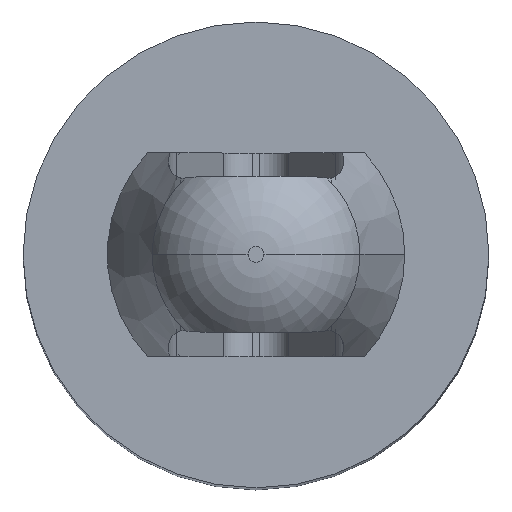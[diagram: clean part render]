
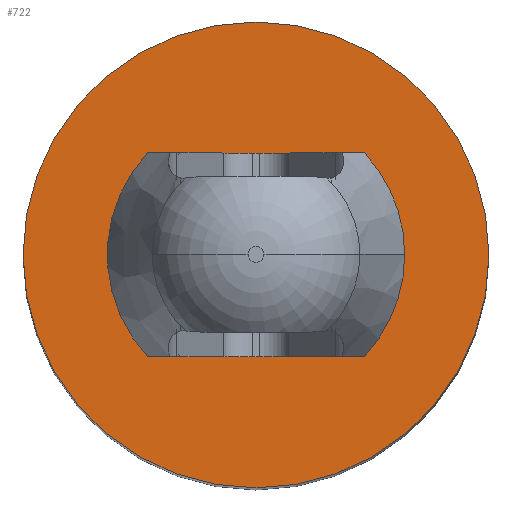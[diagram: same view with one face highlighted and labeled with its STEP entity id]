
A CAD part, top view. The second image highlights one B-rep face of the part: STEP entity #722.
In plain terms, the highlighted planar face has unit normal (0, 0, 1).
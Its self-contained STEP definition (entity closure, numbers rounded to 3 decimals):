
#70 = VERTEX_POINT ( 'NONE', #712 ) ;
#98 = AXIS2_PLACEMENT_3D ( 'NONE', #1341, #306, #1049 ) ;
#107 = DIRECTION ( 'NONE',  ( 0., 0., 1. ) ) ;
#127 = DIRECTION ( 'NONE',  ( 1., 0., 0. ) ) ;
#162 = LINE ( 'NONE', #1066, #1032 ) ;
#168 = EDGE_CURVE ( 'NONE', #1094, #1826, #162, .T. ) ;
#187 = CARTESIAN_POINT ( 'NONE',  ( 2.3, 0., 12. ) ) ;
#224 = ORIENTED_EDGE ( 'NONE', *, *, #1590, .T. ) ;
#269 = CARTESIAN_POINT ( 'NONE',  ( 0., 0., 12. ) ) ;
#304 = VERTEX_POINT ( 'NONE', #1095 ) ;
#306 = DIRECTION ( 'NONE',  ( 0., 0., 1. ) ) ;
#307 = EDGE_CURVE ( 'NONE', #646, #304, #1064, .T. ) ;
#468 = AXIS2_PLACEMENT_3D ( 'NONE', #1731, #1604, #1743 ) ;
#535 = CARTESIAN_POINT ( 'NONE',  ( -0.742, -1.006, 12. ) ) ;
#550 = CARTESIAN_POINT ( 'NONE',  ( 0.742, -1.006, 12. ) ) ;
#639 = PLANE ( 'NONE',  #848 ) ;
#646 = VERTEX_POINT ( 'NONE', #187 ) ;
#712 = CARTESIAN_POINT ( 'NONE',  ( 1.25, 0., 12. ) ) ;
#718 = EDGE_CURVE ( 'NONE', #871, #754, #782, .T. ) ;
#722 = ADVANCED_FACE ( 'NONE', ( #1238, #1847 ), #639, .T. ) ;
#743 = DIRECTION ( 'NONE',  ( 1., 0., 0. ) ) ;
#754 = VERTEX_POINT ( 'NONE', #1432 ) ;
#760 = AXIS2_PLACEMENT_3D ( 'NONE', #1688, #892, #743 ) ;
#774 = EDGE_CURVE ( 'NONE', #1826, #70, #1956, .T. ) ;
#782 = LINE ( 'NONE', #1390, #1897 ) ;
#824 = CARTESIAN_POINT ( 'NONE',  ( 0., 0., 12. ) ) ;
#830 = CARTESIAN_POINT ( 'NONE',  ( 0., 0., 12. ) ) ;
#848 = AXIS2_PLACEMENT_3D ( 'NONE', #830, #107, #1015 ) ;
#871 = VERTEX_POINT ( 'NONE', #1357 ) ;
#872 = ORIENTED_EDGE ( 'NONE', *, *, #718, .F. ) ;
#873 = DIRECTION ( 'NONE',  ( 0., 0., 1. ) ) ;
#892 = DIRECTION ( 'NONE',  ( 0., 0., 1. ) ) ;
#937 = DIRECTION ( 'NONE',  ( -1., 0., 0. ) ) ;
#948 = AXIS2_PLACEMENT_3D ( 'NONE', #269, #873, #127 ) ;
#949 = CIRCLE ( 'NONE', #98, 2.3 ) ;
#969 = EDGE_CURVE ( 'NONE', #70, #871, #1801, .T. ) ;
#1007 = AXIS2_PLACEMENT_3D ( 'NONE', #824, #1550, #1713 ) ;
#1015 = DIRECTION ( 'NONE',  ( 1., 0., 0. ) ) ;
#1032 = VECTOR ( 'NONE', #1533, 1000. ) ;
#1049 = DIRECTION ( 'NONE',  ( 1., 0., 0. ) ) ;
#1064 = CIRCLE ( 'NONE', #1007, 2.3 ) ;
#1066 = CARTESIAN_POINT ( 'NONE',  ( 1.07, -1.006, 12. ) ) ;
#1094 = VERTEX_POINT ( 'NONE', #535 ) ;
#1095 = CARTESIAN_POINT ( 'NONE',  ( -2.3, 0., 12. ) ) ;
#1113 = ORIENTED_EDGE ( 'NONE', *, *, #969, .F. ) ;
#1238 = FACE_BOUND ( 'NONE', #1429, .T. ) ;
#1341 = CARTESIAN_POINT ( 'NONE',  ( 0., 0., 12. ) ) ;
#1357 = CARTESIAN_POINT ( 'NONE',  ( 0.742, 1.006, 12. ) ) ;
#1390 = CARTESIAN_POINT ( 'NONE',  ( 1.07, 1.006, 12. ) ) ;
#1429 = EDGE_LOOP ( 'NONE', ( #1934, #872, #1113, #1467, #1752 ) ) ;
#1432 = CARTESIAN_POINT ( 'NONE',  ( -0.742, 1.006, 12. ) ) ;
#1467 = ORIENTED_EDGE ( 'NONE', *, *, #774, .F. ) ;
#1533 = DIRECTION ( 'NONE',  ( 1., 0., 0. ) ) ;
#1550 = DIRECTION ( 'NONE',  ( 0., 0., 1. ) ) ;
#1590 = EDGE_CURVE ( 'NONE', #304, #646, #949, .T. ) ;
#1604 = DIRECTION ( 'NONE',  ( 0., 0., 1. ) ) ;
#1607 = EDGE_CURVE ( 'NONE', #754, #1094, #1614, .T. ) ;
#1614 = CIRCLE ( 'NONE', #760, 1.25 ) ;
#1688 = CARTESIAN_POINT ( 'NONE',  ( 0., 0., 12. ) ) ;
#1713 = DIRECTION ( 'NONE',  ( 1., 0., 0. ) ) ;
#1731 = CARTESIAN_POINT ( 'NONE',  ( 0., 0., 12. ) ) ;
#1740 = EDGE_LOOP ( 'NONE', ( #224, #1809 ) ) ;
#1743 = DIRECTION ( 'NONE',  ( 1., 0., 0. ) ) ;
#1752 = ORIENTED_EDGE ( 'NONE', *, *, #168, .F. ) ;
#1801 = CIRCLE ( 'NONE', #948, 1.25 ) ;
#1809 = ORIENTED_EDGE ( 'NONE', *, *, #307, .T. ) ;
#1826 = VERTEX_POINT ( 'NONE', #550 ) ;
#1847 = FACE_OUTER_BOUND ( 'NONE', #1740, .T. ) ;
#1897 = VECTOR ( 'NONE', #937, 1000. ) ;
#1934 = ORIENTED_EDGE ( 'NONE', *, *, #1607, .F. ) ;
#1956 = CIRCLE ( 'NONE', #468, 1.25 ) ;
